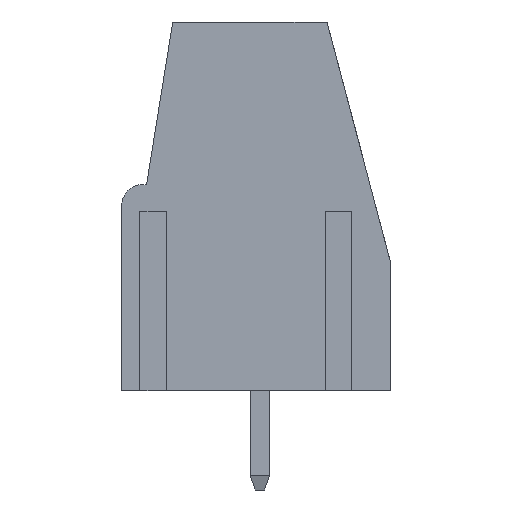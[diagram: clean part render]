
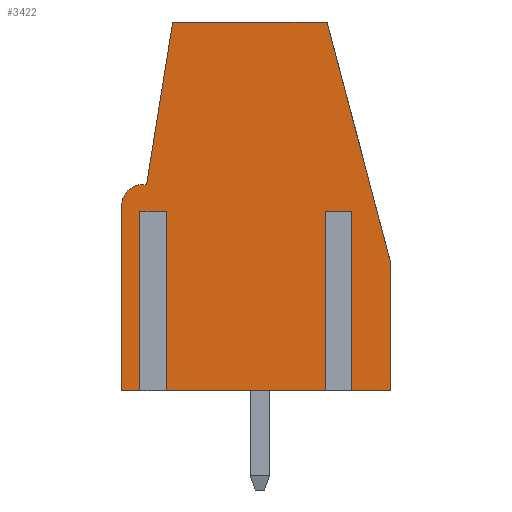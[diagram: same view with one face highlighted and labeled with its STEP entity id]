
A CAD part, left-side view. The second image highlights one B-rep face of the part: STEP entity #3422.
In plain terms, the highlighted planar face has unit normal (-1, 0, 0).
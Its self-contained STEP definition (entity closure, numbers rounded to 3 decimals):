
#116 = LINE ( 'NONE', #3465, #6354 ) ;
#121 = ORIENTED_EDGE ( 'NONE', *, *, #1816, .T. ) ;
#208 = LINE ( 'NONE', #2797, #6447 ) ;
#263 = LINE ( 'NONE', #412, #444 ) ;
#343 = DIRECTION ( 'NONE',  ( 0., 0., -1. ) ) ;
#365 = EDGE_CURVE ( 'NONE', #1284, #2648, #5053, .T. ) ;
#412 = CARTESIAN_POINT ( 'NONE',  ( -7.5, 4.347, 7.913 ) ) ;
#444 = VECTOR ( 'NONE', #7146, 1000. ) ;
#475 = ORIENTED_EDGE ( 'NONE', *, *, #6771, .F. ) ;
#493 = VERTEX_POINT ( 'NONE', #1861 ) ;
#494 = ORIENTED_EDGE ( 'NONE', *, *, #6148, .F. ) ;
#496 = VERTEX_POINT ( 'NONE', #5878 ) ;
#564 = VECTOR ( 'NONE', #4622, 1000. ) ;
#628 = DIRECTION ( 'NONE',  ( 0., 0., -1. ) ) ;
#674 = LINE ( 'NONE', #4007, #2291 ) ;
#742 = DIRECTION ( 'NONE',  ( 0., -1., 0. ) ) ;
#827 = CARTESIAN_POINT ( 'NONE',  ( -7.5, 5.3, 0. ) ) ;
#945 = EDGE_CURVE ( 'NONE', #496, #3059, #6110, .T. ) ;
#988 = LINE ( 'NONE', #7084, #6870 ) ;
#1159 = DIRECTION ( 'NONE',  ( 0., 1., 0. ) ) ;
#1190 = VECTOR ( 'NONE', #4810, 1000. ) ;
#1284 = VERTEX_POINT ( 'NONE', #3380 ) ;
#1300 = LINE ( 'NONE', #6093, #5643 ) ;
#1302 = VECTOR ( 'NONE', #742, 1000. ) ;
#1338 = VERTEX_POINT ( 'NONE', #5153 ) ;
#1370 = CARTESIAN_POINT ( 'NONE',  ( -7.5, -2.5, 0. ) ) ;
#1411 = ORIENTED_EDGE ( 'NONE', *, *, #3499, .F. ) ;
#1491 = EDGE_CURVE ( 'NONE', #493, #7032, #5635, .T. ) ;
#1596 = EDGE_CURVE ( 'NONE', #1848, #5586, #208, .T. ) ;
#1636 = CARTESIAN_POINT ( 'NONE',  ( -7.5, 3.6, 6.9 ) ) ;
#1654 = CIRCLE ( 'NONE', #4282, 0.8 ) ;
#1736 = VECTOR ( 'NONE', #2695, 1000. ) ;
#1809 = CARTESIAN_POINT ( 'NONE',  ( -7.5, 5.3, 0. ) ) ;
#1816 = EDGE_CURVE ( 'NONE', #3168, #2659, #3839, .T. ) ;
#1848 = VERTEX_POINT ( 'NONE', #4223 ) ;
#1861 = CARTESIAN_POINT ( 'NONE',  ( -7.5, 5.3, 7.113 ) ) ;
#1929 = ORIENTED_EDGE ( 'NONE', *, *, #6012, .T. ) ;
#2192 = ORIENTED_EDGE ( 'NONE', *, *, #5847, .T. ) ;
#2291 = VECTOR ( 'NONE', #628, 1000. ) ;
#2389 = CARTESIAN_POINT ( 'NONE',  ( -7.5, 4.5, 7.113 ) ) ;
#2396 = CARTESIAN_POINT ( 'NONE',  ( -7.5, 5.3, 14.15 ) ) ;
#2482 = CARTESIAN_POINT ( 'NONE',  ( -7.5, 5.3, 0. ) ) ;
#2567 = PLANE ( 'NONE',  #5109 ) ;
#2635 = EDGE_CURVE ( 'NONE', #5305, #1284, #263, .T. ) ;
#2648 = VERTEX_POINT ( 'NONE', #3733 ) ;
#2659 = VERTEX_POINT ( 'NONE', #3220 ) ;
#2695 = DIRECTION ( 'NONE',  ( 0., 0., -1. ) ) ;
#2756 = ORIENTED_EDGE ( 'NONE', *, *, #1596, .F. ) ;
#2797 = CARTESIAN_POINT ( 'NONE',  ( -7.5, -2.5, 6.9 ) ) ;
#2902 = CARTESIAN_POINT ( 'NONE',  ( -7.5, 4.5, 7.913 ) ) ;
#2941 = DIRECTION ( 'NONE',  ( 0., 1., 0. ) ) ;
#3059 = VERTEX_POINT ( 'NONE', #7065 ) ;
#3074 = EDGE_LOOP ( 'NONE', ( #4724, #5486, #2192, #494, #2756, #5368, #121, #1411, #6202, #4477, #5081, #6439, #1929, #5245, #5843, #475 ) ) ;
#3168 = VERTEX_POINT ( 'NONE', #6556 ) ;
#3184 = EDGE_CURVE ( 'NONE', #1848, #3168, #4948, .T. ) ;
#3220 = CARTESIAN_POINT ( 'NONE',  ( -7.5, -5., 0. ) ) ;
#3380 = CARTESIAN_POINT ( 'NONE',  ( -7.5, 4.347, 7.913 ) ) ;
#3412 = VERTEX_POINT ( 'NONE', #1370 ) ;
#3422 = ADVANCED_FACE ( 'NONE', ( #5142 ), #2567, .F. ) ;
#3465 = CARTESIAN_POINT ( 'NONE',  ( -7.5, 4.6, 6.9 ) ) ;
#3499 = EDGE_CURVE ( 'NONE', #496, #2659, #4726, .T. ) ;
#3549 = DIRECTION ( 'NONE',  ( -1., 0., 0. ) ) ;
#3554 = EDGE_CURVE ( 'NONE', #7371, #1338, #6532, .T. ) ;
#3682 = LINE ( 'NONE', #1809, #1302 ) ;
#3733 = CARTESIAN_POINT ( 'NONE',  ( -7.5, 4.5, 7.913 ) ) ;
#3736 = CARTESIAN_POINT ( 'NONE',  ( -7.5, 3.6, 6.9 ) ) ;
#3839 = LINE ( 'NONE', #2482, #1190 ) ;
#3907 = VERTEX_POINT ( 'NONE', #4641 ) ;
#4007 = CARTESIAN_POINT ( 'NONE',  ( -7.5, 4.6, 6.9 ) ) ;
#4010 = CARTESIAN_POINT ( 'NONE',  ( -7.5, -2.5, 6.9 ) ) ;
#4223 = CARTESIAN_POINT ( 'NONE',  ( -7.5, -3.5, 6.9 ) ) ;
#4266 = CARTESIAN_POINT ( 'NONE',  ( -7.5, 5.3, 14.15 ) ) ;
#4282 = AXIS2_PLACEMENT_3D ( 'NONE', #2389, #3549, #6941 ) ;
#4477 = ORIENTED_EDGE ( 'NONE', *, *, #4498, .F. ) ;
#4498 = EDGE_CURVE ( 'NONE', #5305, #3059, #988, .T. ) ;
#4610 = CARTESIAN_POINT ( 'NONE',  ( -7.5, 3.346, 14.15 ) ) ;
#4622 = DIRECTION ( 'NONE',  ( 0., 0., -1. ) ) ;
#4641 = CARTESIAN_POINT ( 'NONE',  ( -7.5, 4.6, 0. ) ) ;
#4724 = ORIENTED_EDGE ( 'NONE', *, *, #6193, .F. ) ;
#4726 = LINE ( 'NONE', #4853, #1736 ) ;
#4761 = CARTESIAN_POINT ( 'NONE',  ( -7.5, -3.5, 6.9 ) ) ;
#4810 = DIRECTION ( 'NONE',  ( 0., -1., 0. ) ) ;
#4853 = CARTESIAN_POINT ( 'NONE',  ( -7.5, -5., 14.15 ) ) ;
#4948 = LINE ( 'NONE', #4761, #5492 ) ;
#5053 = LINE ( 'NONE', #2902, #7379 ) ;
#5081 = ORIENTED_EDGE ( 'NONE', *, *, #2635, .T. ) ;
#5109 = AXIS2_PLACEMENT_3D ( 'NONE', #2396, #5388, #2941 ) ;
#5142 = FACE_OUTER_BOUND ( 'NONE', #3074, .T. ) ;
#5153 = CARTESIAN_POINT ( 'NONE',  ( -7.5, 3.6, 0. ) ) ;
#5245 = ORIENTED_EDGE ( 'NONE', *, *, #1491, .T. ) ;
#5305 = VERTEX_POINT ( 'NONE', #4610 ) ;
#5353 = CARTESIAN_POINT ( 'NONE',  ( -7.5, -5., 4.978 ) ) ;
#5368 = ORIENTED_EDGE ( 'NONE', *, *, #3184, .T. ) ;
#5388 = DIRECTION ( 'NONE',  ( 1., 0., 0. ) ) ;
#5473 = VECTOR ( 'NONE', #7236, 1000. ) ;
#5486 = ORIENTED_EDGE ( 'NONE', *, *, #3554, .T. ) ;
#5492 = VECTOR ( 'NONE', #5932, 1000. ) ;
#5586 = VERTEX_POINT ( 'NONE', #7275 ) ;
#5635 = LINE ( 'NONE', #4266, #7346 ) ;
#5643 = VECTOR ( 'NONE', #6670, 1000. ) ;
#5660 = VERTEX_POINT ( 'NONE', #6020 ) ;
#5790 = DIRECTION ( 'NONE',  ( 0., 1., 0. ) ) ;
#5843 = ORIENTED_EDGE ( 'NONE', *, *, #6902, .T. ) ;
#5847 = EDGE_CURVE ( 'NONE', #1338, #3412, #1300, .T. ) ;
#5878 = CARTESIAN_POINT ( 'NONE',  ( -7.5, -5., 4.978 ) ) ;
#5918 = LINE ( 'NONE', #4010, #564 ) ;
#5925 = DIRECTION ( 'NONE',  ( 0., -1., 0. ) ) ;
#5932 = DIRECTION ( 'NONE',  ( 0., 0., -1. ) ) ;
#5994 = VECTOR ( 'NONE', #343, 1000. ) ;
#6012 = EDGE_CURVE ( 'NONE', #2648, #493, #1654, .T. ) ;
#6020 = CARTESIAN_POINT ( 'NONE',  ( -7.5, 4.6, 6.9 ) ) ;
#6093 = CARTESIAN_POINT ( 'NONE',  ( -7.5, 5.3, 0. ) ) ;
#6110 = LINE ( 'NONE', #5353, #5473 ) ;
#6148 = EDGE_CURVE ( 'NONE', #5586, #3412, #5918, .T. ) ;
#6193 = EDGE_CURVE ( 'NONE', #7371, #5660, #116, .T. ) ;
#6202 = ORIENTED_EDGE ( 'NONE', *, *, #945, .T. ) ;
#6354 = VECTOR ( 'NONE', #5790, 1000. ) ;
#6439 = ORIENTED_EDGE ( 'NONE', *, *, #365, .T. ) ;
#6447 = VECTOR ( 'NONE', #6859, 1000. ) ;
#6532 = LINE ( 'NONE', #3736, #5994 ) ;
#6556 = CARTESIAN_POINT ( 'NONE',  ( -7.5, -3.5, 0. ) ) ;
#6663 = DIRECTION ( 'NONE',  ( 0., 0., -1. ) ) ;
#6670 = DIRECTION ( 'NONE',  ( 0., -1., 0. ) ) ;
#6771 = EDGE_CURVE ( 'NONE', #5660, #3907, #674, .T. ) ;
#6859 = DIRECTION ( 'NONE',  ( 0., 1., 0. ) ) ;
#6870 = VECTOR ( 'NONE', #5925, 1000. ) ;
#6902 = EDGE_CURVE ( 'NONE', #7032, #3907, #3682, .T. ) ;
#6941 = DIRECTION ( 'NONE',  ( 0., 1., 0. ) ) ;
#7032 = VERTEX_POINT ( 'NONE', #827 ) ;
#7065 = CARTESIAN_POINT ( 'NONE',  ( -7.5, -2.576, 14.15 ) ) ;
#7084 = CARTESIAN_POINT ( 'NONE',  ( -7.5, 5.3, 14.15 ) ) ;
#7146 = DIRECTION ( 'NONE',  ( 0., 0.159, -0.987 ) ) ;
#7236 = DIRECTION ( 'NONE',  ( 0., 0.255, 0.967 ) ) ;
#7275 = CARTESIAN_POINT ( 'NONE',  ( -7.5, -2.5, 6.9 ) ) ;
#7346 = VECTOR ( 'NONE', #6663, 1000. ) ;
#7371 = VERTEX_POINT ( 'NONE', #1636 ) ;
#7379 = VECTOR ( 'NONE', #1159, 1000. ) ;
